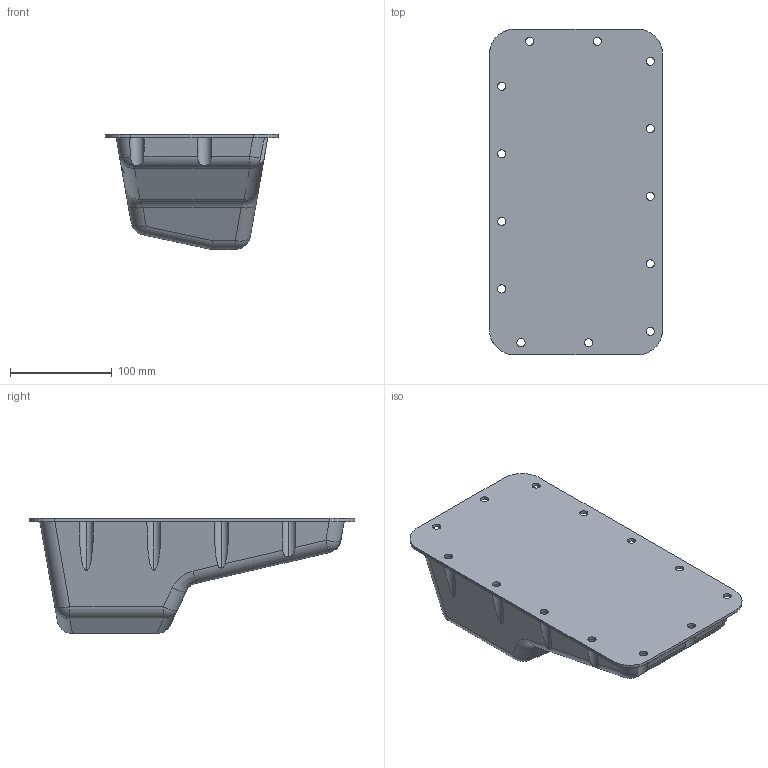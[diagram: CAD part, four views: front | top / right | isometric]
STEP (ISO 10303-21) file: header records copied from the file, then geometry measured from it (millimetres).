
FILE_DESCRIPTION(('CATIA V5 STEP'),'2;1');
FILE_NAME('Example 17.stp','2023-10-24T23:14:39+00:00',('none'),('none'),'CATIA Version 5 Release 21 GA (IN-10)','CATIA V5 STEP AP203','none');
FILE_SCHEMA(('CONFIG_CONTROL_DESIGN'));
Length unit declared in the file: millimetre
Products named in the file (1): Part1
Bounding box: 170 x 320 x 113 mm (x, y, z)
Volume: 2878130.4 mm3; surface area: 161521.5 mm2
Topology: 1 solids, 1 shells, 103 faces, 285 edges, 180 vertices
Faces by surface type: cylinder 72, plane 19, sphere 6, extrusion 4, bspline 2
Entity records: 3934 total; most frequent: CARTESIAN_POINT 1564, ORIENTED_EDGE 560, DIRECTION 324, EDGE_CURVE 280, VERTEX_POINT 180, AXIS2_PLACEMENT_3D 162, EDGE_LOOP 130, ADVANCED_FACE 103
